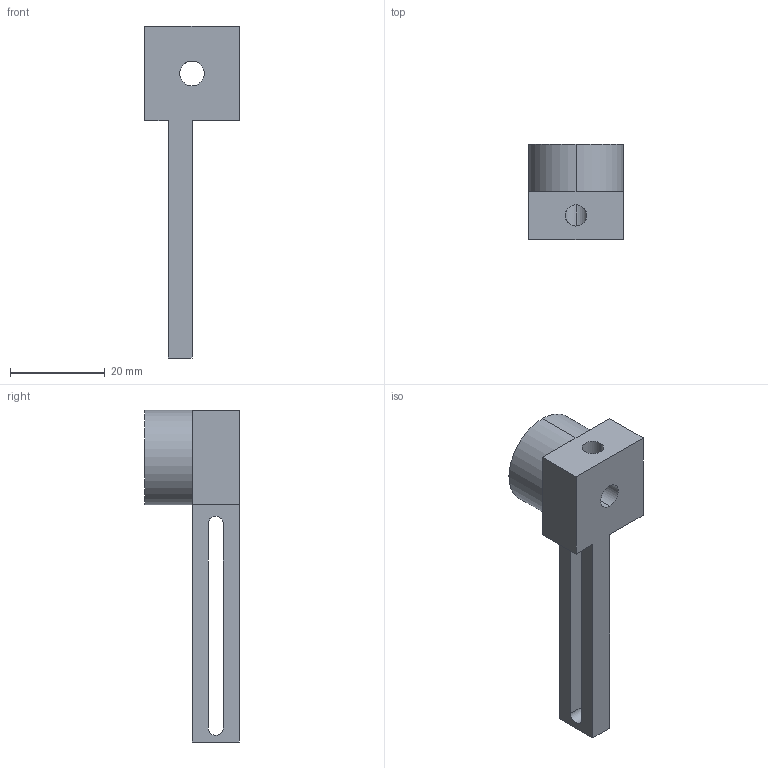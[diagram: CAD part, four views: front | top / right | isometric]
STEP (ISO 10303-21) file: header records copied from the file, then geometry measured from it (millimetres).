
FILE_DESCRIPTION (( 'STEP AP214' ), '1' );
FILE_NAME ('魔方机器人--相机台固定.STEP', '2025-07-22T23:59:35', ( '' ), ( '' ), 'SwSTEP 2.0', 'SolidWorks 2025', '' );
FILE_SCHEMA (( 'AUTOMOTIVE_DESIGN' ));
Length unit declared in the file: millimetre
Products named in the file (1): 魔方机器人--相机台固定
Bounding box: 20 x 20 x 70 mm (x, y, z)
Volume: 8366.6 mm3; surface area: 4280.5 mm2
Topology: 1 solids, 1 shells, 25 faces, 65 edges, 41 vertices
Faces by surface type: plane 16, cylinder 9
Entity records: 850 total; most frequent: CARTESIAN_POINT 194, DIRECTION 131, ORIENTED_EDGE 130, EDGE_CURVE 65, AXIS2_PLACEMENT_3D 44, LINE 43, VECTOR 43, VERTEX_POINT 41
